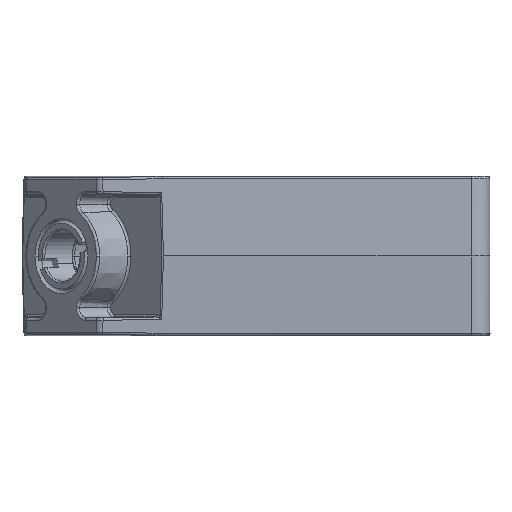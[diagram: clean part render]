
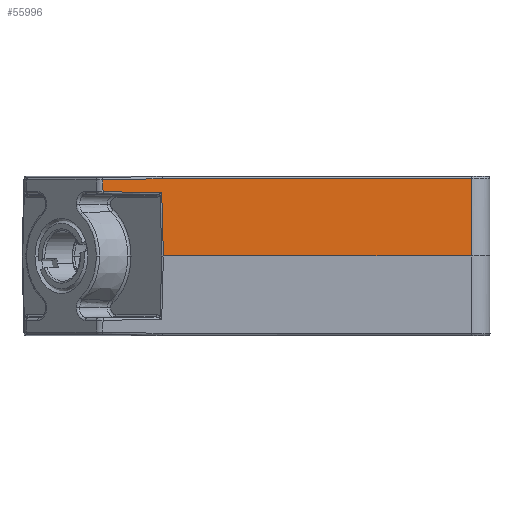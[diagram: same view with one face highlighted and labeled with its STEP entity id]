
A CAD part, front view. The second image highlights one B-rep face of the part: STEP entity #55996.
In plain terms, the highlighted planar face has unit normal (0, -1, 0.026).
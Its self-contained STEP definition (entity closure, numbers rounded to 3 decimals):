
#173 = LINE ( 'NONE', #41217, #49424 ) ;
#1060 = CARTESIAN_POINT ( 'NONE',  ( -2., -49.784, 16.757 ) ) ;
#1407 = DIRECTION ( 'NONE',  ( 1., 0., -0.019 ) ) ;
#2548 = EDGE_CURVE ( 'NONE', #34748, #47024, #24736, .T. ) ;
#3112 = VECTOR ( 'NONE', #28976, 1000. ) ;
#3428 = LINE ( 'NONE', #56021, #35615 ) ;
#4809 = ORIENTED_EDGE ( 'NONE', *, *, #24972, .T. ) ;
#6114 = VERTEX_POINT ( 'NONE', #25370 ) ;
#7261 = EDGE_CURVE ( 'NONE', #47024, #6114, #173, .T. ) ;
#8916 = FACE_OUTER_BOUND ( 'NONE', #55066, .T. ) ;
#10311 = VERTEX_POINT ( 'NONE', #1060 ) ;
#13104 = CARTESIAN_POINT ( 'NONE',  ( -41.375, -49.787, 16.639 ) ) ;
#13203 = VECTOR ( 'NONE', #18397, 1000. ) ;
#15331 = CARTESIAN_POINT ( 'NONE',  ( -41.375, -49.787, 16.639 ) ) ;
#15348 = ORIENTED_EDGE ( 'NONE', *, *, #29472, .T. ) ;
#15532 = ORIENTED_EDGE ( 'NONE', *, *, #7261, .T. ) ;
#18397 = DIRECTION ( 'NONE',  ( 0.026, -0.026, -0.999 ) ) ;
#20173 = CARTESIAN_POINT ( 'NONE',  ( -2., -49.784, 16.757 ) ) ;
#20678 = LINE ( 'NONE', #40775, #13203 ) ;
#21341 = DIRECTION ( 'NONE',  ( 0., -0.026, -1. ) ) ;
#24026 = CARTESIAN_POINT ( 'NONE',  ( -34.896, -50., 8.5 ) ) ;
#24736 = LINE ( 'NONE', #13104, #39754 ) ;
#24972 = EDGE_CURVE ( 'NONE', #10311, #50286, #29257, .T. ) ;
#25370 = CARTESIAN_POINT ( 'NONE',  ( -35.073, -49.823, 15.258 ) ) ;
#25592 = DIRECTION ( 'NONE',  ( 1., 0., 0. ) ) ;
#27170 = CARTESIAN_POINT ( 'NONE',  ( -41.375, -49.784, 16.757 ) ) ;
#28556 = EDGE_CURVE ( 'NONE', #6114, #39931, #20678, .T. ) ;
#28976 = DIRECTION ( 'NONE',  ( 0., -0.026, -1. ) ) ;
#29257 = LINE ( 'NONE', #27170, #39504 ) ;
#29472 = EDGE_CURVE ( 'NONE', #39931, #49744, #3428, .T. ) ;
#30677 = EDGE_CURVE ( 'NONE', #10311, #49744, #36671, .T. ) ;
#31692 = DIRECTION ( 'NONE',  ( 0.026, -0.026, -0.999 ) ) ;
#34336 = ORIENTED_EDGE ( 'NONE', *, *, #30677, .F. ) ;
#34748 = VERTEX_POINT ( 'NONE', #15331 ) ;
#34917 = CARTESIAN_POINT ( 'NONE',  ( -35.037, -49.784, 16.757 ) ) ;
#35615 = VECTOR ( 'NONE', #25592, 1000. ) ;
#36671 = LINE ( 'NONE', #20173, #3112 ) ;
#37026 = LINE ( 'NONE', #34917, #56214 ) ;
#39115 = CARTESIAN_POINT ( 'NONE',  ( -41.375, -49.784, 16.757 ) ) ;
#39504 = VECTOR ( 'NONE', #44136, 1000. ) ;
#39754 = VECTOR ( 'NONE', #31692, 1000. ) ;
#39931 = VERTEX_POINT ( 'NONE', #24026 ) ;
#40775 = CARTESIAN_POINT ( 'NONE',  ( -35.073, -49.823, 15.258 ) ) ;
#41217 = CARTESIAN_POINT ( 'NONE',  ( -41.342, -49.82, 15.374 ) ) ;
#42085 = ORIENTED_EDGE ( 'NONE', *, *, #45189, .T. ) ;
#43102 = DIRECTION ( 'NONE',  ( -1., 0., -0.019 ) ) ;
#44136 = DIRECTION ( 'NONE',  ( -1., 0., 0. ) ) ;
#45189 = EDGE_CURVE ( 'NONE', #50286, #34748, #37026, .T. ) ;
#45889 = AXIS2_PLACEMENT_3D ( 'NONE', #39115, #56602, #21341 ) ;
#46995 = CARTESIAN_POINT ( 'NONE',  ( -41.342, -49.82, 15.374 ) ) ;
#47024 = VERTEX_POINT ( 'NONE', #46995 ) ;
#49424 = VECTOR ( 'NONE', #1407, 1000. ) ;
#49744 = VERTEX_POINT ( 'NONE', #54753 ) ;
#50286 = VERTEX_POINT ( 'NONE', #50618 ) ;
#50618 = CARTESIAN_POINT ( 'NONE',  ( -35.037, -49.784, 16.757 ) ) ;
#51726 = PLANE ( 'NONE',  #45889 ) ;
#53273 = ORIENTED_EDGE ( 'NONE', *, *, #28556, .T. ) ;
#54753 = CARTESIAN_POINT ( 'NONE',  ( -2., -50., 8.5 ) ) ;
#55066 = EDGE_LOOP ( 'NONE', ( #15348, #34336, #4809, #42085, #55926, #15532, #53273 ) ) ;
#55926 = ORIENTED_EDGE ( 'NONE', *, *, #2548, .T. ) ;
#55996 = ADVANCED_FACE ( 'NONE', ( #8916 ), #51726, .T. ) ;
#56021 = CARTESIAN_POINT ( 'NONE',  ( -41.375, -50., 8.5 ) ) ;
#56214 = VECTOR ( 'NONE', #43102, 1000. ) ;
#56602 = DIRECTION ( 'NONE',  ( 0., -1., 0.026 ) ) ;
